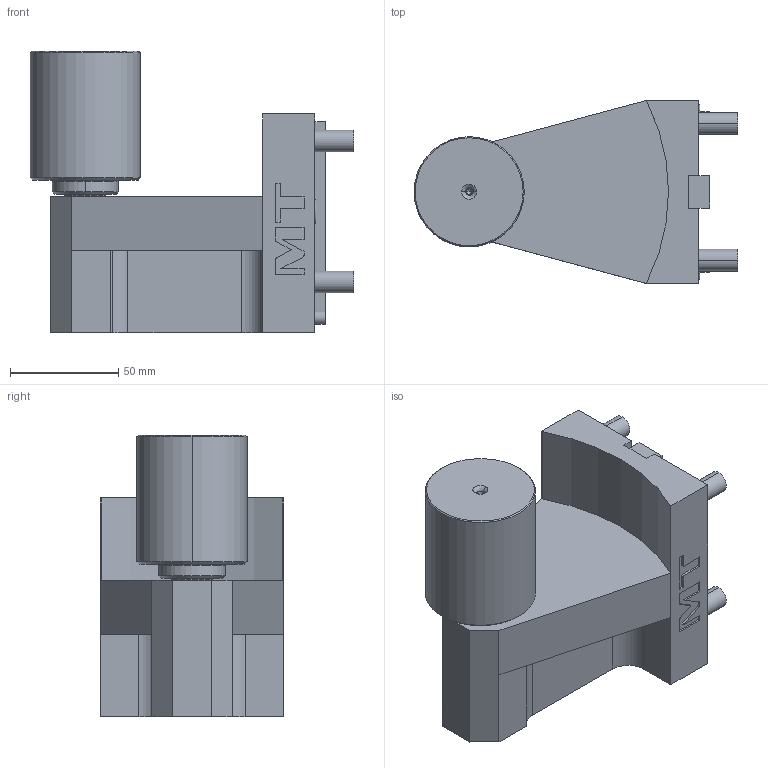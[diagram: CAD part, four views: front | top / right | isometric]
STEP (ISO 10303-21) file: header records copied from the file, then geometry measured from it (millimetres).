
FILE_DESCRIPTION((''),'2;1');
FILE_NAME('0800100L_CONF','2023-10-16T12:07:01',('gvalli'),('M.T. srl'),'CREO PARAMETRIC BY PTC INC, 2021072','CREO PARAMETRIC BY PTC INC, 2021072','');
FILE_SCHEMA(('CONFIG_CONTROL_DESIGN'));
Length unit declared in the file: millimetre
Products named in the file (1): 0800100L_CONF
Bounding box: 149.4 x 84.5 x 130 mm (x, y, z)
Volume: 576869.8 mm3; surface area: 65594.9 mm2
Topology: 1 solids, 1 shells, 153 faces, 374 edges, 239 vertices
Faces by surface type: plane 94, cylinder 27, cone 14, torus 10, extrusion 4, sphere 4
Entity records: 4506 total; most frequent: CARTESIAN_POINT 794, DIRECTION 770, ORIENTED_EDGE 744, EDGE_CURVE 372, VECTOR 264, LINE 260, AXIS2_PLACEMENT_3D 253, VERTEX_POINT 239
